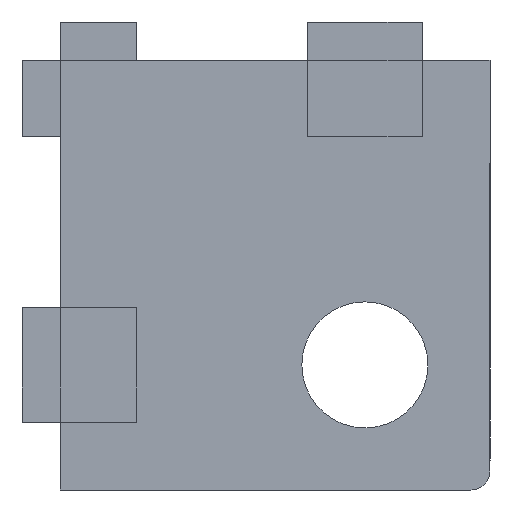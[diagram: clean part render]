
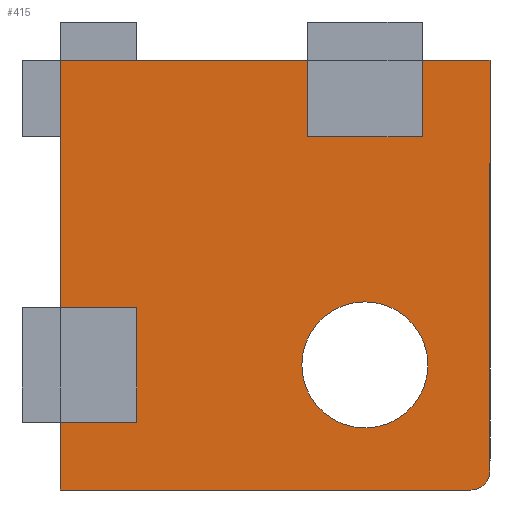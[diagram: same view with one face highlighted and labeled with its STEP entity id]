
A CAD part, front view. The second image highlights one B-rep face of the part: STEP entity #415.
In plain terms, the highlighted planar face has unit normal (0, -1, 0).
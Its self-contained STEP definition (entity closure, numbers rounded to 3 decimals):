
#20 = EDGE_CURVE ( 'NONE', #386, #241, #486, .T. ) ;
#21 = EDGE_CURVE ( 'NONE', #23, #405, #476, .T. ) ;
#23 = VERTEX_POINT ( 'NONE', #472 ) ;
#24 = ORIENTED_EDGE ( 'NONE', *, *, #48, .F. ) ;
#25 = EDGE_CURVE ( 'NONE', #405, #1772, #436, .T. ) ;
#47 = VERTEX_POINT ( 'NONE', #519 ) ;
#48 = EDGE_CURVE ( 'NONE', #1772, #47, #501, .T. ) ;
#120 = ORIENTED_EDGE ( 'NONE', *, *, #124, .F. ) ;
#123 = ORIENTED_EDGE ( 'NONE', *, *, #20, .F. ) ;
#124 = EDGE_CURVE ( 'NONE', #391, #386, #610, .T. ) ;
#135 = ORIENTED_EDGE ( 'NONE', *, *, #153, .F. ) ;
#139 = ORIENTED_EDGE ( 'NONE', *, *, #275, .F. ) ;
#152 = ORIENTED_EDGE ( 'NONE', *, *, #21, .F. ) ;
#153 = EDGE_CURVE ( 'NONE', #420, #23, #675, .T. ) ;
#229 = EDGE_CURVE ( 'NONE', #237, #1758, #788, .T. ) ;
#237 = VERTEX_POINT ( 'NONE', #806 ) ;
#241 = VERTEX_POINT ( 'NONE', #819 ) ;
#275 = EDGE_CURVE ( 'NONE', #241, #1778, #869, .T. ) ;
#336 = ORIENTED_EDGE ( 'NONE', *, *, #350, .F. ) ;
#343 = VERTEX_POINT ( 'NONE', #960 ) ;
#344 = EDGE_LOOP ( 'NONE', ( #353, #336, #351, #354, #355, #139, #123, #120, #385, #24, #389, #152, #135 ) ) ;
#346 = VERTEX_POINT ( 'NONE', #993 ) ;
#347 = EDGE_CURVE ( 'NONE', #343, #411, #959, .T. ) ;
#348 = DIRECTION ( 'NONE',  ( 0., 0., 1. ) ) ;
#349 = EDGE_CURVE ( 'NONE', #343, #346, #953, .T. ) ;
#350 = EDGE_CURVE ( 'NONE', #411, #422, #988, .T. ) ;
#351 = ORIENTED_EDGE ( 'NONE', *, *, #347, .F. ) ;
#353 = ORIENTED_EDGE ( 'NONE', *, *, #356, .F. ) ;
#354 = ORIENTED_EDGE ( 'NONE', *, *, #349, .T. ) ;
#355 = ORIENTED_EDGE ( 'NONE', *, *, #418, .F. ) ;
#356 = EDGE_CURVE ( 'NONE', #422, #420, #980, .T. ) ;
#385 = ORIENTED_EDGE ( 'NONE', *, *, #394, .F. ) ;
#386 = VERTEX_POINT ( 'NONE', #1043 ) ;
#389 = ORIENTED_EDGE ( 'NONE', *, *, #25, .F. ) ;
#391 = VERTEX_POINT ( 'NONE', #1048 ) ;
#394 = EDGE_CURVE ( 'NONE', #47, #391, #1078, .T. ) ;
#400 = DIRECTION ( 'NONE',  ( 0., 1., 0. ) ) ;
#401 = CARTESIAN_POINT ( 'NONE',  ( 4.7, 0., -4.7 ) ) ;
#404 = EDGE_LOOP ( 'NONE', ( #417, #416 ) ) ;
#405 = VERTEX_POINT ( 'NONE', #1044 ) ;
#411 = VERTEX_POINT ( 'NONE', #1062 ) ;
#414 = EDGE_CURVE ( 'NONE', #1758, #237, #621, .T. ) ;
#415 = ADVANCED_FACE ( 'NONE', ( #1116, #1115 ), #1109, .F. ) ;
#416 = ORIENTED_EDGE ( 'NONE', *, *, #229, .T. ) ;
#417 = ORIENTED_EDGE ( 'NONE', *, *, #414, .T. ) ;
#418 = EDGE_CURVE ( 'NONE', #1778, #346, #1111, .T. ) ;
#420 = VERTEX_POINT ( 'NONE', #1110 ) ;
#422 = VERTEX_POINT ( 'NONE', #1100 ) ;
#430 = AXIS2_PLACEMENT_3D ( 'NONE', #401, #400, #348 ) ;
#436 = LINE ( 'NONE', #479, #468 ) ;
#468 = VECTOR ( 'NONE', #478, 1000. ) ;
#472 = CARTESIAN_POINT ( 'NONE',  ( -7.25, 0., -1.7 ) ) ;
#473 = DIRECTION ( 'NONE',  ( -1., 0., 0. ) ) ;
#474 = VECTOR ( 'NONE', #473, 1000. ) ;
#475 = CARTESIAN_POINT ( 'NONE',  ( -11.25, 0., -1.7 ) ) ;
#476 = LINE ( 'NONE', #475, #474 ) ;
#478 = DIRECTION ( 'NONE',  ( 0., 0., 1. ) ) ;
#479 = CARTESIAN_POINT ( 'NONE',  ( -11.25, 0., -11.25 ) ) ;
#480 = DIRECTION ( 'NONE',  ( 0., 0., 1. ) ) ;
#481 = VECTOR ( 'NONE', #480, 1000. ) ;
#485 = CARTESIAN_POINT ( 'NONE',  ( 7.7, 0., 7.25 ) ) ;
#486 = LINE ( 'NONE', #485, #481 ) ;
#498 = DIRECTION ( 'NONE',  ( 1., 0., 0. ) ) ;
#499 = VECTOR ( 'NONE', #498, 1000. ) ;
#500 = CARTESIAN_POINT ( 'NONE',  ( -11.25, 0., 11.25 ) ) ;
#501 = LINE ( 'NONE', #500, #499 ) ;
#519 = CARTESIAN_POINT ( 'NONE',  ( 1.7, 0., 11.25 ) ) ;
#610 = LINE ( 'NONE', #640, #639 ) ;
#621 = CIRCLE ( 'NONE', #430, 3.3 ) ;
#638 = DIRECTION ( 'NONE',  ( 1., 0., 0. ) ) ;
#639 = VECTOR ( 'NONE', #638, 1000. ) ;
#640 = CARTESIAN_POINT ( 'NONE',  ( 1.7, 0., 7.25 ) ) ;
#651 = VECTOR ( 'NONE', #657, 1000. ) ;
#657 = DIRECTION ( 'NONE',  ( 0., 0., 1. ) ) ;
#675 = LINE ( 'NONE', #679, #651 ) ;
#679 = CARTESIAN_POINT ( 'NONE',  ( -7.25, 0., -1.7 ) ) ;
#763 = AXIS2_PLACEMENT_3D ( 'NONE', #821, #818, #817 ) ;
#788 = CIRCLE ( 'NONE', #763, 3.3 ) ;
#806 = CARTESIAN_POINT ( 'NONE',  ( 4.7, 0., -8. ) ) ;
#817 = DIRECTION ( 'NONE',  ( 0., 0., 1. ) ) ;
#818 = DIRECTION ( 'NONE',  ( 0., 1., 0. ) ) ;
#819 = CARTESIAN_POINT ( 'NONE',  ( 7.7, 0., 11.25 ) ) ;
#821 = CARTESIAN_POINT ( 'NONE',  ( 4.7, 0., -4.7 ) ) ;
#864 = DIRECTION ( 'NONE',  ( 1., 0., 0. ) ) ;
#865 = VECTOR ( 'NONE', #864, 1000. ) ;
#868 = CARTESIAN_POINT ( 'NONE',  ( -11.25, 0., 11.25 ) ) ;
#869 = LINE ( 'NONE', #868, #865 ) ;
#953 = CIRCLE ( 'NONE', #985, 1. ) ;
#958 = CARTESIAN_POINT ( 'NONE',  ( -11.25, 0., -11.25 ) ) ;
#959 = LINE ( 'NONE', #958, #991 ) ;
#960 = CARTESIAN_POINT ( 'NONE',  ( 10.25, 0., -11.25 ) ) ;
#980 = LINE ( 'NONE', #994, #989 ) ;
#981 = VECTOR ( 'NONE', #992, 1000. ) ;
#982 = DIRECTION ( 'NONE',  ( 0., 0., 1. ) ) ;
#983 = DIRECTION ( 'NONE',  ( 0., -1., 0. ) ) ;
#984 = CARTESIAN_POINT ( 'NONE',  ( 10.25, 0., -10.25 ) ) ;
#985 = AXIS2_PLACEMENT_3D ( 'NONE', #984, #983, #982 ) ;
#986 = CARTESIAN_POINT ( 'NONE',  ( -11.25, 0., -11.25 ) ) ;
#987 = DIRECTION ( 'NONE',  ( 1., 0., 0. ) ) ;
#988 = LINE ( 'NONE', #986, #981 ) ;
#989 = VECTOR ( 'NONE', #987, 1000. ) ;
#990 = DIRECTION ( 'NONE',  ( -1., 0., 0. ) ) ;
#991 = VECTOR ( 'NONE', #990, 1000. ) ;
#992 = DIRECTION ( 'NONE',  ( 0., 0., 1. ) ) ;
#993 = CARTESIAN_POINT ( 'NONE',  ( 11.25, 0., -10.25 ) ) ;
#994 = CARTESIAN_POINT ( 'NONE',  ( -11.25, 0., -7.7 ) ) ;
#1043 = CARTESIAN_POINT ( 'NONE',  ( 7.7, 0., 7.25 ) ) ;
#1044 = CARTESIAN_POINT ( 'NONE',  ( -11.25, 0., -1.7 ) ) ;
#1048 = CARTESIAN_POINT ( 'NONE',  ( 1.7, 0., 7.25 ) ) ;
#1062 = CARTESIAN_POINT ( 'NONE',  ( -11.25, 0., -11.25 ) ) ;
#1075 = DIRECTION ( 'NONE',  ( 0., 0., -1. ) ) ;
#1076 = VECTOR ( 'NONE', #1075, 1000. ) ;
#1077 = CARTESIAN_POINT ( 'NONE',  ( 1.7, 0., 7.25 ) ) ;
#1078 = LINE ( 'NONE', #1077, #1076 ) ;
#1100 = CARTESIAN_POINT ( 'NONE',  ( -11.25, 0., -7.7 ) ) ;
#1101 = DIRECTION ( 'NONE',  ( 0., 0., -1. ) ) ;
#1102 = VECTOR ( 'NONE', #1101, 1000. ) ;
#1103 = CARTESIAN_POINT ( 'NONE',  ( 11.25, 0., -11.25 ) ) ;
#1105 = DIRECTION ( 'NONE',  ( 0., 0., 1. ) ) ;
#1106 = DIRECTION ( 'NONE',  ( 0., 1., 0. ) ) ;
#1107 = CARTESIAN_POINT ( 'NONE',  ( -11.25, 0., 11.25 ) ) ;
#1108 = AXIS2_PLACEMENT_3D ( 'NONE', #1107, #1106, #1105 ) ;
#1109 = PLANE ( 'NONE',  #1108 ) ;
#1110 = CARTESIAN_POINT ( 'NONE',  ( -7.25, 0., -7.7 ) ) ;
#1111 = LINE ( 'NONE', #1103, #1102 ) ;
#1115 = FACE_OUTER_BOUND ( 'NONE', #344, .T. ) ;
#1116 = FACE_BOUND ( 'NONE', #404, .T. ) ;
#1286 = CARTESIAN_POINT ( 'NONE',  ( 4.7, 0., -1.4 ) ) ;
#1300 = CARTESIAN_POINT ( 'NONE',  ( -11.25, 0., 11.25 ) ) ;
#1311 = CARTESIAN_POINT ( 'NONE',  ( 11.25, 0., 11.25 ) ) ;
#1758 = VERTEX_POINT ( 'NONE', #1286 ) ;
#1772 = VERTEX_POINT ( 'NONE', #1300 ) ;
#1778 = VERTEX_POINT ( 'NONE', #1311 ) ;
